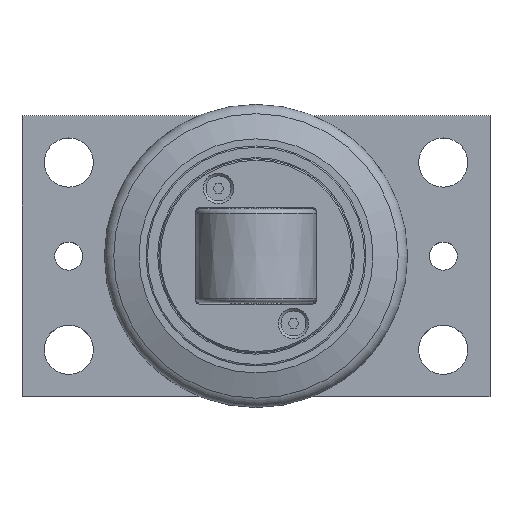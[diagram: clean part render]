
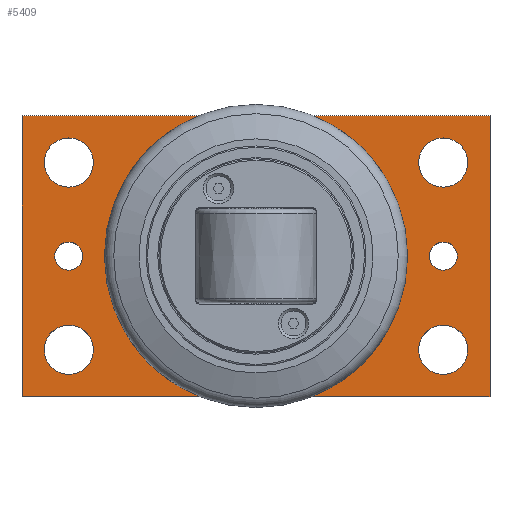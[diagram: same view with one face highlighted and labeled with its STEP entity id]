
A CAD part, top view. The second image highlights one B-rep face of the part: STEP entity #5409.
In plain terms, the highlighted planar face has unit normal (0, 0, 1).
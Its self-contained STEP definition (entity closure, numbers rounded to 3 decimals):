
#77=FACE_BOUND('',#777,.T.);
#78=FACE_BOUND('',#778,.T.);
#79=FACE_BOUND('',#779,.T.);
#80=FACE_BOUND('',#780,.T.);
#81=FACE_BOUND('',#781,.T.);
#82=FACE_BOUND('',#782,.T.);
#83=FACE_BOUND('',#783,.T.);
#84=FACE_BOUND('',#784,.T.);
#85=FACE_BOUND('',#785,.T.);
#86=FACE_BOUND('',#786,.T.);
#87=FACE_BOUND('',#787,.T.);
#241=PLANE('',#5894);
#484=FACE_OUTER_BOUND('',#776,.T.);
#776=EDGE_LOOP('',(#4560,#4561,#4562,#4563));
#777=EDGE_LOOP('',(#4564));
#778=EDGE_LOOP('',(#4565,#4566));
#779=EDGE_LOOP('',(#4567,#4568));
#780=EDGE_LOOP('',(#4569,#4570));
#781=EDGE_LOOP('',(#4571,#4572));
#782=EDGE_LOOP('',(#4573));
#783=EDGE_LOOP('',(#4574));
#784=EDGE_LOOP('',(#4575));
#785=EDGE_LOOP('',(#4576));
#786=EDGE_LOOP('',(#4577));
#787=EDGE_LOOP('',(#4578));
#1285=LINE('',#8968,#1776);
#1286=LINE('',#8970,#1777);
#1287=LINE('',#8972,#1778);
#1288=LINE('',#8973,#1779);
#1776=VECTOR('',#7227,10.);
#1777=VECTOR('',#7228,10.);
#1778=VECTOR('',#7229,10.);
#1779=VECTOR('',#7230,10.);
#2060=CIRCLE('',#5895,20.5);
#2061=CIRCLE('',#5896,4.188);
#2062=CIRCLE('',#5897,4.188);
#2063=CIRCLE('',#5898,4.188);
#2064=CIRCLE('',#5899,4.188);
#2065=CIRCLE('',#5900,4.188);
#2066=CIRCLE('',#5901,4.188);
#2067=CIRCLE('',#5902,4.188);
#2068=CIRCLE('',#5903,4.188);
#2069=CIRCLE('',#5904,5.25);
#2070=CIRCLE('',#5905,5.25);
#2071=CIRCLE('',#5906,5.25);
#2072=CIRCLE('',#5907,5.25);
#2073=CIRCLE('',#5908,3.);
#2074=CIRCLE('',#5909,3.);
#2554=VERTEX_POINT('',#8966);
#2555=VERTEX_POINT('',#8967);
#2556=VERTEX_POINT('',#8969);
#2557=VERTEX_POINT('',#8971);
#2558=VERTEX_POINT('',#8974);
#2559=VERTEX_POINT('',#8976);
#2560=VERTEX_POINT('',#8977);
#2561=VERTEX_POINT('',#8980);
#2562=VERTEX_POINT('',#8981);
#2563=VERTEX_POINT('',#8984);
#2564=VERTEX_POINT('',#8985);
#2565=VERTEX_POINT('',#8988);
#2566=VERTEX_POINT('',#8989);
#2567=VERTEX_POINT('',#8992);
#2568=VERTEX_POINT('',#8994);
#2569=VERTEX_POINT('',#8996);
#2570=VERTEX_POINT('',#8998);
#2571=VERTEX_POINT('',#9000);
#2572=VERTEX_POINT('',#9002);
#3273=EDGE_CURVE('',#2554,#2555,#1285,.T.);
#3274=EDGE_CURVE('',#2556,#2554,#1286,.T.);
#3275=EDGE_CURVE('',#2557,#2556,#1287,.T.);
#3276=EDGE_CURVE('',#2555,#2557,#1288,.T.);
#3277=EDGE_CURVE('',#2558,#2558,#2060,.T.);
#3278=EDGE_CURVE('',#2559,#2560,#2061,.T.);
#3279=EDGE_CURVE('',#2560,#2559,#2062,.T.);
#3280=EDGE_CURVE('',#2561,#2562,#2063,.T.);
#3281=EDGE_CURVE('',#2562,#2561,#2064,.T.);
#3282=EDGE_CURVE('',#2563,#2564,#2065,.T.);
#3283=EDGE_CURVE('',#2564,#2563,#2066,.T.);
#3284=EDGE_CURVE('',#2565,#2566,#2067,.T.);
#3285=EDGE_CURVE('',#2566,#2565,#2068,.T.);
#3286=EDGE_CURVE('',#2567,#2567,#2069,.T.);
#3287=EDGE_CURVE('',#2568,#2568,#2070,.T.);
#3288=EDGE_CURVE('',#2569,#2569,#2071,.T.);
#3289=EDGE_CURVE('',#2570,#2570,#2072,.T.);
#3290=EDGE_CURVE('',#2571,#2571,#2073,.T.);
#3291=EDGE_CURVE('',#2572,#2572,#2074,.T.);
#4560=ORIENTED_EDGE('',*,*,#3273,.F.);
#4561=ORIENTED_EDGE('',*,*,#3274,.F.);
#4562=ORIENTED_EDGE('',*,*,#3275,.F.);
#4563=ORIENTED_EDGE('',*,*,#3276,.F.);
#4564=ORIENTED_EDGE('',*,*,#3277,.T.);
#4565=ORIENTED_EDGE('',*,*,#3278,.T.);
#4566=ORIENTED_EDGE('',*,*,#3279,.T.);
#4567=ORIENTED_EDGE('',*,*,#3280,.T.);
#4568=ORIENTED_EDGE('',*,*,#3281,.T.);
#4569=ORIENTED_EDGE('',*,*,#3282,.T.);
#4570=ORIENTED_EDGE('',*,*,#3283,.T.);
#4571=ORIENTED_EDGE('',*,*,#3284,.T.);
#4572=ORIENTED_EDGE('',*,*,#3285,.T.);
#4573=ORIENTED_EDGE('',*,*,#3286,.T.);
#4574=ORIENTED_EDGE('',*,*,#3287,.T.);
#4575=ORIENTED_EDGE('',*,*,#3288,.T.);
#4576=ORIENTED_EDGE('',*,*,#3289,.T.);
#4577=ORIENTED_EDGE('',*,*,#3290,.T.);
#4578=ORIENTED_EDGE('',*,*,#3291,.T.);
#5409=ADVANCED_FACE('',(#484,#77,#78,#79,#80,#81,#82,#83,#84,#85,#86,#87),
#241,.T.);
#5894=AXIS2_PLACEMENT_3D('',#8965,#7225,#7226);
#5895=AXIS2_PLACEMENT_3D('',#8975,#7231,#7232);
#5896=AXIS2_PLACEMENT_3D('',#8978,#7233,#7234);
#5897=AXIS2_PLACEMENT_3D('',#8979,#7235,#7236);
#5898=AXIS2_PLACEMENT_3D('',#8982,#7237,#7238);
#5899=AXIS2_PLACEMENT_3D('',#8983,#7239,#7240);
#5900=AXIS2_PLACEMENT_3D('',#8986,#7241,#7242);
#5901=AXIS2_PLACEMENT_3D('',#8987,#7243,#7244);
#5902=AXIS2_PLACEMENT_3D('',#8990,#7245,#7246);
#5903=AXIS2_PLACEMENT_3D('',#8991,#7247,#7248);
#5904=AXIS2_PLACEMENT_3D('',#8993,#7249,#7250);
#5905=AXIS2_PLACEMENT_3D('',#8995,#7251,#7252);
#5906=AXIS2_PLACEMENT_3D('',#8997,#7253,#7254);
#5907=AXIS2_PLACEMENT_3D('',#8999,#7255,#7256);
#5908=AXIS2_PLACEMENT_3D('',#9001,#7257,#7258);
#5909=AXIS2_PLACEMENT_3D('',#9003,#7259,#7260);
#7225=DIRECTION('center_axis',(0.,0.,1.));
#7226=DIRECTION('ref_axis',(1.,0.,0.));
#7227=DIRECTION('',(0.,1.,0.));
#7228=DIRECTION('',(-1.,0.,0.));
#7229=DIRECTION('',(0.,-1.,0.));
#7230=DIRECTION('',(1.,0.,0.));
#7231=DIRECTION('center_axis',(0.,0.,-1.));
#7232=DIRECTION('ref_axis',(0.,-1.,0.));
#7233=DIRECTION('center_axis',(0.,0.,-1.));
#7234=DIRECTION('ref_axis',(1.,0.,0.));
#7235=DIRECTION('center_axis',(0.,0.,-1.));
#7236=DIRECTION('ref_axis',(1.,0.,0.));
#7237=DIRECTION('center_axis',(0.,0.,-1.));
#7238=DIRECTION('ref_axis',(1.,0.,0.));
#7239=DIRECTION('center_axis',(0.,0.,-1.));
#7240=DIRECTION('ref_axis',(1.,0.,0.));
#7241=DIRECTION('center_axis',(0.,0.,-1.));
#7242=DIRECTION('ref_axis',(1.,0.,0.));
#7243=DIRECTION('center_axis',(0.,0.,-1.));
#7244=DIRECTION('ref_axis',(1.,0.,0.));
#7245=DIRECTION('center_axis',(0.,0.,-1.));
#7246=DIRECTION('ref_axis',(1.,0.,0.));
#7247=DIRECTION('center_axis',(0.,0.,-1.));
#7248=DIRECTION('ref_axis',(1.,0.,0.));
#7249=DIRECTION('center_axis',(0.,0.,-1.));
#7250=DIRECTION('ref_axis',(-1.,0.,0.));
#7251=DIRECTION('center_axis',(0.,0.,-1.));
#7252=DIRECTION('ref_axis',(-1.,0.,0.));
#7253=DIRECTION('center_axis',(0.,0.,-1.));
#7254=DIRECTION('ref_axis',(-1.,0.,0.));
#7255=DIRECTION('center_axis',(0.,0.,-1.));
#7256=DIRECTION('ref_axis',(-1.,0.,0.));
#7257=DIRECTION('center_axis',(0.,0.,-1.));
#7258=DIRECTION('ref_axis',(-1.,0.,0.));
#7259=DIRECTION('center_axis',(0.,0.,-1.));
#7260=DIRECTION('ref_axis',(-1.,0.,0.));
#8965=CARTESIAN_POINT('Origin',(50.,30.,10.));
#8966=CARTESIAN_POINT('',(0.,0.,10.));
#8967=CARTESIAN_POINT('',(0.,60.,10.));
#8968=CARTESIAN_POINT('',(0.,60.,10.));
#8969=CARTESIAN_POINT('',(100.,0.,10.));
#8970=CARTESIAN_POINT('',(0.,0.,10.));
#8971=CARTESIAN_POINT('',(100.,60.,10.));
#8972=CARTESIAN_POINT('',(100.,0.,10.));
#8973=CARTESIAN_POINT('',(100.,60.,10.));
#8974=CARTESIAN_POINT('',(50.,50.5,10.));
#8975=CARTESIAN_POINT('Origin',(50.,30.,10.));
#8976=CARTESIAN_POINT('',(34.188,10.,10.));
#8977=CARTESIAN_POINT('',(25.812,10.,10.));
#8978=CARTESIAN_POINT('Origin',(30.,10.,10.));
#8979=CARTESIAN_POINT('Origin',(30.,10.,10.));
#8980=CARTESIAN_POINT('',(74.188,10.,10.));
#8981=CARTESIAN_POINT('',(65.812,10.,10.));
#8982=CARTESIAN_POINT('Origin',(70.,10.,10.));
#8983=CARTESIAN_POINT('Origin',(70.,10.,10.));
#8984=CARTESIAN_POINT('',(74.188,50.,10.));
#8985=CARTESIAN_POINT('',(65.812,50.,10.));
#8986=CARTESIAN_POINT('Origin',(70.,50.,10.));
#8987=CARTESIAN_POINT('Origin',(70.,50.,10.));
#8988=CARTESIAN_POINT('',(34.188,50.,10.));
#8989=CARTESIAN_POINT('',(25.812,50.,10.));
#8990=CARTESIAN_POINT('Origin',(30.,50.,10.));
#8991=CARTESIAN_POINT('Origin',(30.,50.,10.));
#8992=CARTESIAN_POINT('',(95.25,50.,10.));
#8993=CARTESIAN_POINT('Origin',(90.,50.,10.));
#8994=CARTESIAN_POINT('',(15.25,10.,10.));
#8995=CARTESIAN_POINT('Origin',(10.,10.,10.));
#8996=CARTESIAN_POINT('',(15.25,50.,10.));
#8997=CARTESIAN_POINT('Origin',(10.,50.,10.));
#8998=CARTESIAN_POINT('',(95.25,10.,10.));
#8999=CARTESIAN_POINT('Origin',(90.,10.,10.));
#9000=CARTESIAN_POINT('',(93.,30.,10.));
#9001=CARTESIAN_POINT('Origin',(90.,30.,10.));
#9002=CARTESIAN_POINT('',(13.,30.,10.));
#9003=CARTESIAN_POINT('Origin',(10.,30.,10.));
